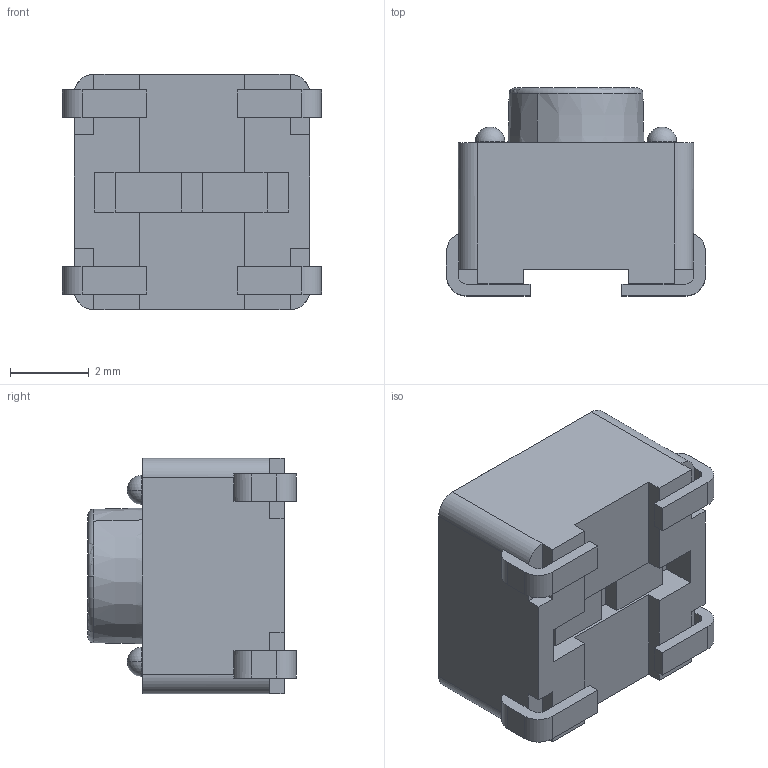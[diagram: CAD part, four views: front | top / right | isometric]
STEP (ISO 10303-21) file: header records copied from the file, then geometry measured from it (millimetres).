
FILE_DESCRIPTION (( 'STEP AP214' ), '1' );
FILE_NAME ('TL3301AF160QJ.STEP', '2022-09-13T11:19:49', ( '' ), ( '' ), 'SwSTEP 2.0', 'SolidWorks 2021', '' );
FILE_SCHEMA (( 'AUTOMOTIVE_DESIGN' ));
Length unit declared in the file: millimetre
Products named in the file (2): TL3301AF160QJ; TL3301AF160QJ--3DModel-STEP-520916
Assembly tree (1 placements, depth 2):
  TL3301AF160QJ
    TL3301AF160QJ--3DModel-STEP-520916
Bounding box: 6.6 x 5.3 x 6 mm (x, y, z)
Surface area: 359.1 mm2 (no closed solid volume)
Topology: 0 solids, 3 shells, 224 faces, 604 edges, 383 vertices
Faces by surface type: plane 125, cylinder 73, sphere 11, torus 9, cone 4, bspline 2
Entity records: 6988 total; most frequent: CARTESIAN_POINT 1372, ORIENTED_EDGE 1166, DIRECTION 1155, EDGE_CURVE 584, VECTOR 401, LINE 401, AXIS2_PLACEMENT_3D 377, VERTEX_POINT 374
